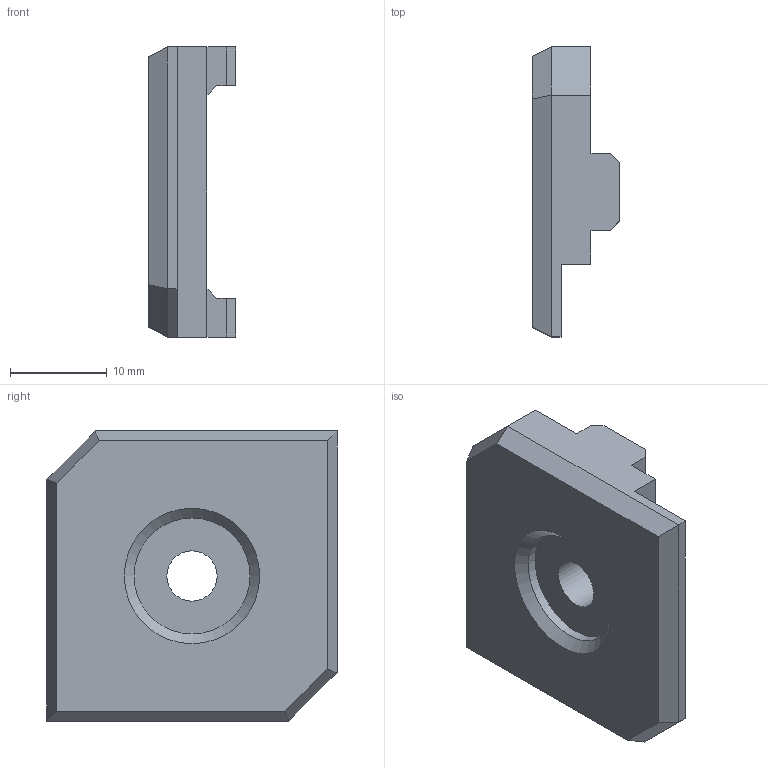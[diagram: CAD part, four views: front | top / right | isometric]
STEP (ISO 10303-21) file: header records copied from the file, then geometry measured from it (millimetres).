
FILE_DESCRIPTION(/* description */ (''),/* implementation_level */ '2;1');
FILE_NAME(/* name */ 'PanelClip.step',/* time_stamp */ '2022-01-25T13:32:22-05:00',/* author */ (''),/* organization */ (''),/* preprocessor_version */ 'ST-DEVELOPER v18.1',/* originating_system */ 'Autodesk Translation Framework v10.10.0.1391',/* authorisation */ '');
FILE_SCHEMA (('AUTOMOTIVE_DESIGN { 1 0 10303 214 3 1 1 }'));
Length unit declared in the file: millimetre
Products named in the file (1): PanelClip
Bounding box: 9.1 x 30 x 30 mm (x, y, z)
Volume: 4425.9 mm3; surface area: 2519.5 mm2
Topology: 1 solids, 1 shells, 34 faces, 86 edges, 55 vertices
Faces by surface type: plane 31, cylinder 2, cone 1
Full cylindrical faces by diameter (mm): 5.2 x1, 12 x1
Entity records: 1036 total; most frequent: CARTESIAN_POINT 176, ORIENTED_EDGE 172, DIRECTION 161, EDGE_CURVE 86, LINE 81, VECTOR 81, VERTEX_POINT 55, AXIS2_PLACEMENT_3D 40
